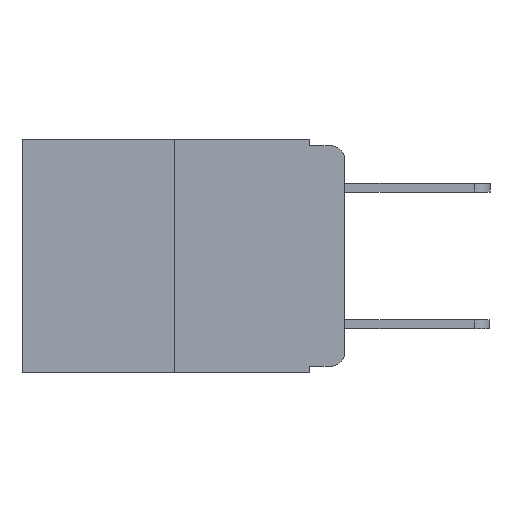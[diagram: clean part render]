
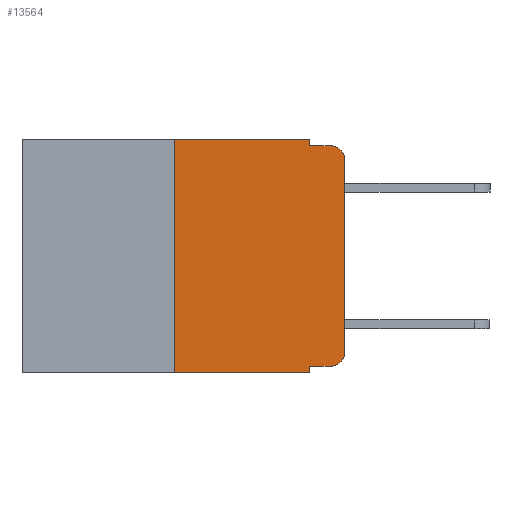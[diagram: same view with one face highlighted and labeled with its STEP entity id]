
A CAD part, left-side view. The second image highlights one B-rep face of the part: STEP entity #13564.
In plain terms, the highlighted planar face has unit normal (-1, 0, 0).
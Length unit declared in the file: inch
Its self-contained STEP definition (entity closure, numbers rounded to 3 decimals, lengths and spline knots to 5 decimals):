
#112 = EDGE_CURVE ( 'NONE', #15483, #9331, #16992, .T. ) ;
#605 = CARTESIAN_POINT ( 'NONE',  ( 0., 0.051, -0.333 ) ) ;
#787 = AXIS2_PLACEMENT_3D ( 'NONE', #12665, #12610, #10036 ) ;
#876 = EDGE_CURVE ( 'NONE', #7931, #12033, #3100, .T. ) ;
#908 = EDGE_CURVE ( 'NONE', #12033, #13324, #15908, .T. ) ;
#945 = EDGE_CURVE ( 'NONE', #8424, #13324, #1495, .T. ) ;
#1006 = AXIS2_PLACEMENT_3D ( 'NONE', #3489, #10577, #10354 ) ;
#1009 = EDGE_CURVE ( 'NONE', #3427, #8424, #9016, .T. ) ;
#1011 = EDGE_CURVE ( 'NONE', #15483, #7748, #8614, .T. ) ;
#1045 = EDGE_CURVE ( 'NONE', #16574, #9331, #14302, .T. ) ;
#1100 = EDGE_CURVE ( 'NONE', #16574, #10547, #6871, .T. ) ;
#1136 = EDGE_CURVE ( 'NONE', #10547, #7931, #13226, .T. ) ;
#1452 = ORIENTED_EDGE ( 'NONE', *, *, #876, .T. ) ;
#1495 = LINE ( 'NONE', #12246, #12368 ) ;
#2458 = AXIS2_PLACEMENT_3D ( 'NONE', #11085, #13446, #5704 ) ;
#2487 = PLANE ( 'NONE',  #2458 ) ;
#3100 = LINE ( 'NONE', #10790, #6643 ) ;
#3427 = VERTEX_POINT ( 'NONE', #12716 ) ;
#3489 = CARTESIAN_POINT ( 'NONE',  ( 0., 0.02, -0.03 ) ) ;
#3859 = VECTOR ( 'NONE', #8481, 39.37008 ) ;
#3882 = CARTESIAN_POINT ( 'NONE',  ( 0., 0., -0.313 ) ) ;
#4173 = CARTESIAN_POINT ( 'NONE',  ( 0., 0.051, 0. ) ) ;
#4192 = ORIENTED_EDGE ( 'NONE', *, *, #14062, .F. ) ;
#4252 = ORIENTED_EDGE ( 'NONE', *, *, #1011, .F. ) ;
#4474 = DIRECTION ( 'NONE',  ( 0., -1., 0. ) ) ;
#5704 = DIRECTION ( 'NONE',  ( 0., 0., -1. ) ) ;
#6007 = VECTOR ( 'NONE', #15142, 39.37008 ) ;
#6575 = CARTESIAN_POINT ( 'NONE',  ( 0., 0.25, 0. ) ) ;
#6643 = VECTOR ( 'NONE', #11220, 39.37008 ) ;
#6722 = CARTESIAN_POINT ( 'NONE',  ( 0., 0.051, 0. ) ) ;
#6834 = DIRECTION ( 'NONE',  ( 0., 0., 1. ) ) ;
#6870 = CARTESIAN_POINT ( 'NONE',  ( 0., 0.02, -0.333 ) ) ;
#6871 = LINE ( 'NONE', #14774, #10051 ) ;
#7006 = ORIENTED_EDGE ( 'NONE', *, *, #1136, .T. ) ;
#7009 = EDGE_LOOP ( 'NONE', ( #1452, #13190, #10603, #9977, #4192, #4252, #7044, #13177, #8779, #7006 ) ) ;
#7044 = ORIENTED_EDGE ( 'NONE', *, *, #112, .T. ) ;
#7748 = VERTEX_POINT ( 'NONE', #6575 ) ;
#7931 = VERTEX_POINT ( 'NONE', #3882 ) ;
#8357 = CARTESIAN_POINT ( 'NONE',  ( 0., 0.473, -0.343 ) ) ;
#8424 = VERTEX_POINT ( 'NONE', #16407 ) ;
#8481 = DIRECTION ( 'NONE',  ( 0., -1., 0. ) ) ;
#8614 = LINE ( 'NONE', #13473, #14639 ) ;
#8779 = ORIENTED_EDGE ( 'NONE', *, *, #1100, .T. ) ;
#8814 = CARTESIAN_POINT ( 'NONE',  ( 0., 0.051, -0.343 ) ) ;
#9016 = LINE ( 'NONE', #6722, #11590 ) ;
#9331 = VERTEX_POINT ( 'NONE', #8814 ) ;
#9606 = DIRECTION ( 'NONE',  ( 0., -1., 0. ) ) ;
#9977 = ORIENTED_EDGE ( 'NONE', *, *, #1009, .F. ) ;
#10036 = DIRECTION ( 'NONE',  ( 0., 0., -1. ) ) ;
#10051 = VECTOR ( 'NONE', #9606, 39.37008 ) ;
#10312 = CARTESIAN_POINT ( 'NONE',  ( 0., 0., -0.03 ) ) ;
#10354 = DIRECTION ( 'NONE',  ( 0., 0., -1. ) ) ;
#10501 = LINE ( 'NONE', #14075, #6007 ) ;
#10516 = CARTESIAN_POINT ( 'NONE',  ( 0., 0.02, -0.01 ) ) ;
#10547 = VERTEX_POINT ( 'NONE', #6870 ) ;
#10577 = DIRECTION ( 'NONE',  ( -1., 0., 0. ) ) ;
#10603 = ORIENTED_EDGE ( 'NONE', *, *, #945, .F. ) ;
#10790 = CARTESIAN_POINT ( 'NONE',  ( 0., 0., 0. ) ) ;
#10834 = VECTOR ( 'NONE', #11257, 39.37008 ) ;
#11085 = CARTESIAN_POINT ( 'NONE',  ( 0., 0.473, 0. ) ) ;
#11220 = DIRECTION ( 'NONE',  ( 0., 0., 1. ) ) ;
#11257 = DIRECTION ( 'NONE',  ( 0., 0., -1. ) ) ;
#11456 = FACE_OUTER_BOUND ( 'NONE', #7009, .T. ) ;
#11590 = VECTOR ( 'NONE', #13204, 39.37008 ) ;
#12033 = VERTEX_POINT ( 'NONE', #10312 ) ;
#12246 = CARTESIAN_POINT ( 'NONE',  ( 0., 0.051, -0.01 ) ) ;
#12368 = VECTOR ( 'NONE', #4474, 39.37008 ) ;
#12610 = DIRECTION ( 'NONE',  ( -1., 0., 0. ) ) ;
#12665 = CARTESIAN_POINT ( 'NONE',  ( 0., 0.02, -0.313 ) ) ;
#12716 = CARTESIAN_POINT ( 'NONE',  ( 0., 0.051, 0. ) ) ;
#13177 = ORIENTED_EDGE ( 'NONE', *, *, #1045, .F. ) ;
#13190 = ORIENTED_EDGE ( 'NONE', *, *, #908, .T. ) ;
#13204 = DIRECTION ( 'NONE',  ( 0., 0., -1. ) ) ;
#13226 = CIRCLE ( 'NONE', #787, 0.02 ) ;
#13324 = VERTEX_POINT ( 'NONE', #10516 ) ;
#13446 = DIRECTION ( 'NONE',  ( 1., 0., 0. ) ) ;
#13473 = CARTESIAN_POINT ( 'NONE',  ( 0., 0.25, 0. ) ) ;
#13564 = ADVANCED_FACE ( 'NONE', ( #11456 ), #2487, .F. ) ;
#14062 = EDGE_CURVE ( 'NONE', #7748, #3427, #10501, .T. ) ;
#14075 = CARTESIAN_POINT ( 'NONE',  ( 0., 0.473, 0. ) ) ;
#14302 = LINE ( 'NONE', #4173, #10834 ) ;
#14639 = VECTOR ( 'NONE', #6834, 39.37008 ) ;
#14774 = CARTESIAN_POINT ( 'NONE',  ( 0., 0.051, -0.333 ) ) ;
#15142 = DIRECTION ( 'NONE',  ( 0., -1., 0. ) ) ;
#15483 = VERTEX_POINT ( 'NONE', #16627 ) ;
#15908 = CIRCLE ( 'NONE', #1006, 0.02 ) ;
#16407 = CARTESIAN_POINT ( 'NONE',  ( 0., 0.051, -0.01 ) ) ;
#16574 = VERTEX_POINT ( 'NONE', #605 ) ;
#16627 = CARTESIAN_POINT ( 'NONE',  ( 0., 0.25, -0.343 ) ) ;
#16992 = LINE ( 'NONE', #8357, #3859 ) ;
